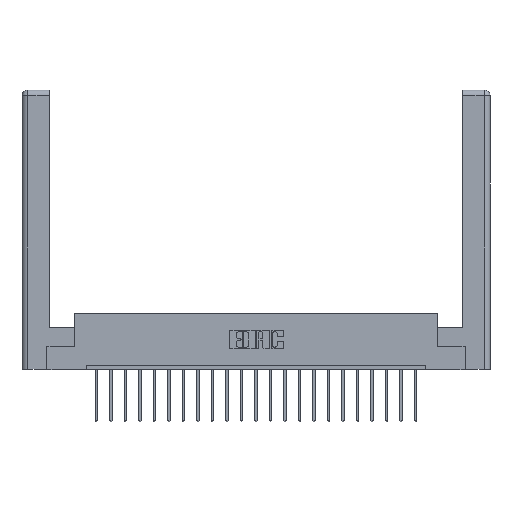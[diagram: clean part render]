
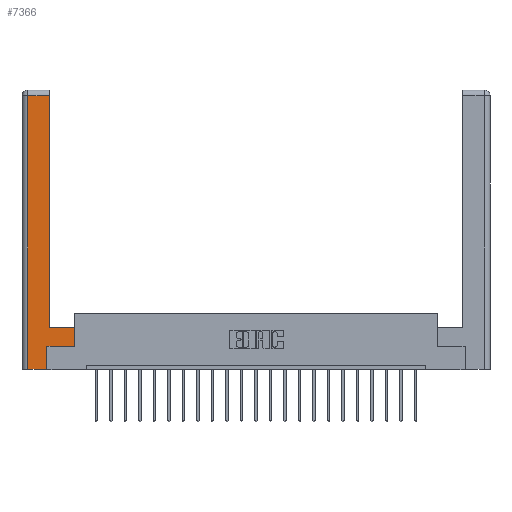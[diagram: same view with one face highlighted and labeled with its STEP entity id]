
A CAD part, top view. The second image highlights one B-rep face of the part: STEP entity #7366.
In plain terms, the highlighted planar face has unit normal (0, 0, 1).
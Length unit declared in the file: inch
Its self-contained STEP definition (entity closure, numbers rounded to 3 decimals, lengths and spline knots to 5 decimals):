
#446 = AXIS2_PLACEMENT_3D ( 'NONE', #14314, #15922, #14477 ) ;
#514 = DIRECTION ( 'NONE',  ( 0., 1., 0. ) ) ;
#594 = ORIENTED_EDGE ( 'NONE', *, *, #17892, .T. ) ;
#622 = LINE ( 'NONE', #14841, #8088 ) ;
#1164 = CARTESIAN_POINT ( 'NONE',  ( 0.0615, 2.94, 0. ) ) ;
#1377 = ORIENTED_EDGE ( 'NONE', *, *, #19051, .T. ) ;
#1383 = CARTESIAN_POINT ( 'NONE',  ( 0.265, 0., 0. ) ) ;
#1491 = CARTESIAN_POINT ( 'NONE',  ( 0.295, 2.94, 0. ) ) ;
#1696 = LINE ( 'NONE', #13859, #10272 ) ;
#1953 = ORIENTED_EDGE ( 'NONE', *, *, #11700, .T. ) ;
#4467 = VERTEX_POINT ( 'NONE', #5576 ) ;
#4917 = LINE ( 'NONE', #12806, #16668 ) ;
#4992 = CARTESIAN_POINT ( 'NONE',  ( 0.265, 0.245, 0. ) ) ;
#5081 = ORIENTED_EDGE ( 'NONE', *, *, #11079, .T. ) ;
#5090 = CARTESIAN_POINT ( 'NONE',  ( 0.565, 0.245, 0. ) ) ;
#5456 = DIRECTION ( 'NONE',  ( -1., 0., 0. ) ) ;
#5576 = CARTESIAN_POINT ( 'NONE',  ( 0.0615, 0., 0. ) ) ;
#5744 = CARTESIAN_POINT ( 'NONE',  ( 0.0615, 2.94, 0. ) ) ;
#6182 = VECTOR ( 'NONE', #19612, 39.37008 ) ;
#7072 = DIRECTION ( 'NONE',  ( 0., 1., 0. ) ) ;
#7173 = EDGE_CURVE ( 'NONE', #19191, #15713, #14730, .T. ) ;
#7366 = ADVANCED_FACE ( 'NONE', ( #11329 ), #7475, .F. ) ;
#7450 = VECTOR ( 'NONE', #514, 39.37008 ) ;
#7475 = PLANE ( 'NONE',  #446 ) ;
#7802 = CARTESIAN_POINT ( 'NONE',  ( 0.295, 0.45, 0. ) ) ;
#7904 = DIRECTION ( 'NONE',  ( 1., 0., 0. ) ) ;
#8088 = VECTOR ( 'NONE', #22041, 39.37008 ) ;
#8793 = LINE ( 'NONE', #10327, #16916 ) ;
#8866 = EDGE_CURVE ( 'NONE', #20957, #19093, #12014, .T. ) ;
#8994 = EDGE_LOOP ( 'NONE', ( #12940, #22014, #594, #1953, #1377, #13433, #11460, #5081 ) ) ;
#9170 = LINE ( 'NONE', #13061, #9414 ) ;
#9414 = VECTOR ( 'NONE', #7904, 39.37008 ) ;
#9635 = EDGE_CURVE ( 'NONE', #19822, #19191, #8793, .T. ) ;
#10272 = VECTOR ( 'NONE', #10311, 39.37008 ) ;
#10311 = DIRECTION ( 'NONE',  ( -1., 0., 0. ) ) ;
#10327 = CARTESIAN_POINT ( 'NONE',  ( 0.295, 3., 0. ) ) ;
#11053 = VECTOR ( 'NONE', #5456, 39.37008 ) ;
#11079 = EDGE_CURVE ( 'NONE', #19093, #19822, #1696, .T. ) ;
#11329 = FACE_OUTER_BOUND ( 'NONE', #8994, .T. ) ;
#11460 = ORIENTED_EDGE ( 'NONE', *, *, #8866, .T. ) ;
#11525 = VERTEX_POINT ( 'NONE', #1383 ) ;
#11700 = EDGE_CURVE ( 'NONE', #4467, #11525, #9170, .T. ) ;
#12014 = LINE ( 'NONE', #12325, #7450 ) ;
#12325 = CARTESIAN_POINT ( 'NONE',  ( 0.565, 0.45, 0. ) ) ;
#12806 = CARTESIAN_POINT ( 'NONE',  ( 0.0615, 0., 0. ) ) ;
#12940 = ORIENTED_EDGE ( 'NONE', *, *, #9635, .T. ) ;
#13061 = CARTESIAN_POINT ( 'NONE',  ( 0.265, 0., 0. ) ) ;
#13433 = ORIENTED_EDGE ( 'NONE', *, *, #13776, .T. ) ;
#13776 = EDGE_CURVE ( 'NONE', #14322, #20957, #622, .T. ) ;
#13859 = CARTESIAN_POINT ( 'NONE',  ( 0.295, 0.45, 0. ) ) ;
#14314 = CARTESIAN_POINT ( 'NONE',  ( 0., 0., 0. ) ) ;
#14322 = VERTEX_POINT ( 'NONE', #4992 ) ;
#14477 = DIRECTION ( 'NONE',  ( -1., 0., 0. ) ) ;
#14730 = LINE ( 'NONE', #5744, #11053 ) ;
#14841 = CARTESIAN_POINT ( 'NONE',  ( 0.565, 0.245, 0. ) ) ;
#15713 = VERTEX_POINT ( 'NONE', #1164 ) ;
#15922 = DIRECTION ( 'NONE',  ( 0., 0., -1. ) ) ;
#16182 = DIRECTION ( 'NONE',  ( 0., -1., 0. ) ) ;
#16286 = CARTESIAN_POINT ( 'NONE',  ( 0.565, 0.45, 0. ) ) ;
#16668 = VECTOR ( 'NONE', #16182, 39.37008 ) ;
#16895 = LINE ( 'NONE', #17883, #6182 ) ;
#16916 = VECTOR ( 'NONE', #7072, 39.37008 ) ;
#17883 = CARTESIAN_POINT ( 'NONE',  ( 0.265, 0.245, 0. ) ) ;
#17892 = EDGE_CURVE ( 'NONE', #15713, #4467, #4917, .T. ) ;
#19051 = EDGE_CURVE ( 'NONE', #11525, #14322, #16895, .T. ) ;
#19093 = VERTEX_POINT ( 'NONE', #16286 ) ;
#19191 = VERTEX_POINT ( 'NONE', #1491 ) ;
#19612 = DIRECTION ( 'NONE',  ( 0., 1., 0. ) ) ;
#19822 = VERTEX_POINT ( 'NONE', #7802 ) ;
#20957 = VERTEX_POINT ( 'NONE', #5090 ) ;
#22014 = ORIENTED_EDGE ( 'NONE', *, *, #7173, .T. ) ;
#22041 = DIRECTION ( 'NONE',  ( 1., 0., 0. ) ) ;
